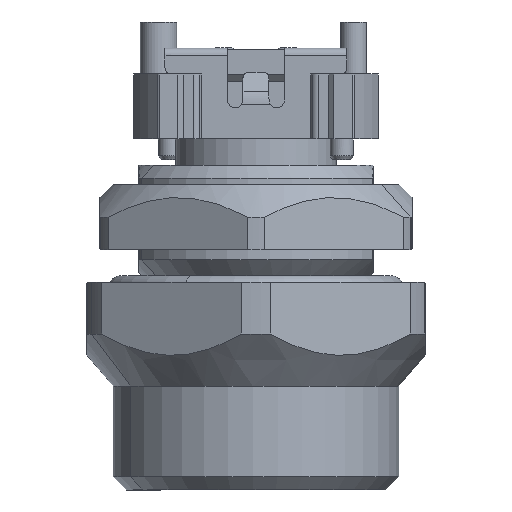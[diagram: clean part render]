
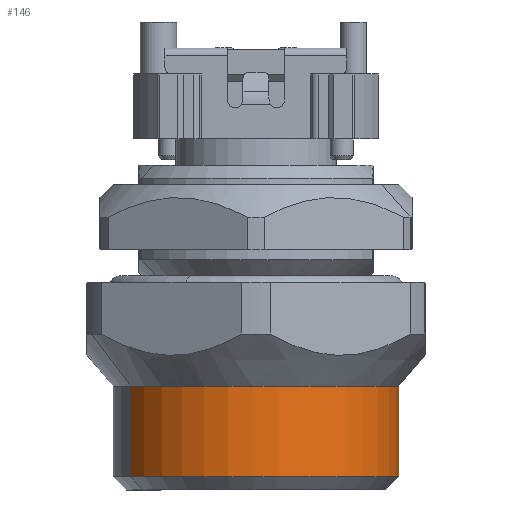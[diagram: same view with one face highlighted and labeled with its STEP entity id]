
A CAD part, front view. The second image highlights one B-rep face of the part: STEP entity #146.
In plain terms, the highlighted cylindrical face has radius 5.5 mm (diameter 11 mm), a partial arc.
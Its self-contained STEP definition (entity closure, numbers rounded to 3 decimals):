
#47=AXIS2_PLACEMENT_3D('Circle Axis2P3D',#45,#46,$) ;
#119=AXIS2_PLACEMENT_3D('Cylinder Axis2P3D',#116,#117,#118) ;
#130=AXIS2_PLACEMENT_3D('Circle Axis2P3D',#128,#129,$) ;
#42=CARTESIAN_POINT('Vertex',(11.327,9.837,0.5)) ;
#45=CARTESIAN_POINT('Axis2P3D Location',(6.5,7.2,0.5)) ;
#49=CARTESIAN_POINT('Vertex',(1.673,4.563,0.5)) ;
#116=CARTESIAN_POINT('Axis2P3D Location',(6.5,7.2,6.25)) ;
#121=CARTESIAN_POINT('Line Origine',(11.327,9.837,2.25)) ;
#125=CARTESIAN_POINT('Vertex',(11.327,9.837,4.)) ;
#128=CARTESIAN_POINT('Axis2P3D Location',(6.5,7.2,4.)) ;
#132=CARTESIAN_POINT('Vertex',(1.673,4.563,4.)) ;
#135=CARTESIAN_POINT('Line Origine',(1.673,4.563,2.25)) ;
#46=DIRECTION('Axis2P3D Direction',(0.,0.,1.)) ;
#117=DIRECTION('Axis2P3D Direction',(0.,0.,1.)) ;
#118=DIRECTION('Axis2P3D XDirection',(-0.878,-0.479,0.)) ;
#122=DIRECTION('Vector Direction',(0.,0.,1.)) ;
#129=DIRECTION('Axis2P3D Direction',(0.,0.,1.)) ;
#136=DIRECTION('Vector Direction',(0.,0.,1.)) ;
#123=VECTOR('Line Direction',#122,1.) ;
#137=VECTOR('Line Direction',#136,1.) ;
#141=ORIENTED_EDGE('',*,*,#127,.T.) ;
#142=ORIENTED_EDGE('',*,*,#134,.F.) ;
#143=ORIENTED_EDGE('',*,*,#139,.F.) ;
#144=ORIENTED_EDGE('',*,*,#51,.T.) ;
#146=ADVANCED_FACE('V1',(#145),#120,.T.) ;
#48=CIRCLE('generated circle',#47,5.5) ;
#131=CIRCLE('generated circle',#130,5.5) ;
#120=CYLINDRICAL_SURFACE('generated cylinder',#119,5.5) ;
#51=EDGE_CURVE('',#50,#43,#48,.T.) ;
#127=EDGE_CURVE('',#43,#126,#124,.T.) ;
#134=EDGE_CURVE('',#133,#126,#131,.T.) ;
#139=EDGE_CURVE('',#50,#133,#138,.T.) ;
#140=EDGE_LOOP('',(#141,#142,#143,#144)) ;
#145=FACE_OUTER_BOUND('',#140,.T.) ;
#124=LINE('Line',#121,#123) ;
#138=LINE('Line',#135,#137) ;
#43=VERTEX_POINT('',#42) ;
#50=VERTEX_POINT('',#49) ;
#126=VERTEX_POINT('',#125) ;
#133=VERTEX_POINT('',#132) ;
